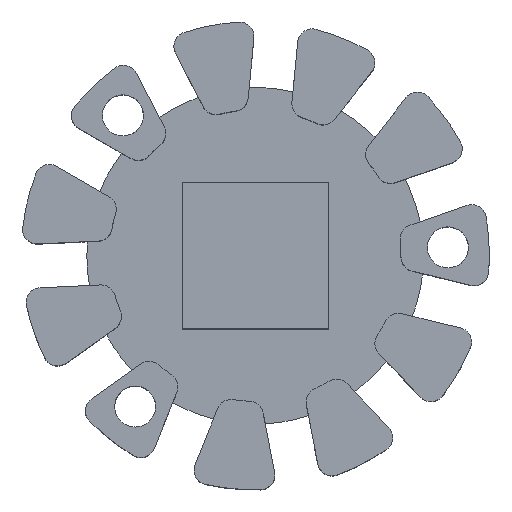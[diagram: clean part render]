
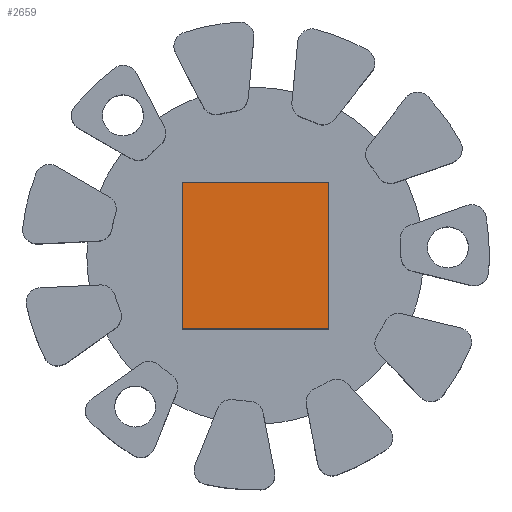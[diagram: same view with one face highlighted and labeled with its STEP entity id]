
A CAD part, top view. The second image highlights one B-rep face of the part: STEP entity #2659.
In plain terms, the highlighted planar face has unit normal (0, 0, 1).
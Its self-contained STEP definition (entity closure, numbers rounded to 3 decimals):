
#80=PLANE('',#3011);
#222=FACE_OUTER_BOUND('',#368,.T.);
#368=EDGE_LOOP('',(#2434,#2435,#2436,#2437));
#579=LINE('',#4867,#770);
#581=LINE('',#4871,#772);
#583=LINE('',#4875,#774);
#585=LINE('',#4878,#776);
#770=VECTOR('',#3848,10.);
#772=VECTOR('',#3852,10.);
#774=VECTOR('',#3856,10.);
#776=VECTOR('',#3860,10.);
#1222=VERTEX_POINT('',#4864);
#1223=VERTEX_POINT('',#4866);
#1224=VERTEX_POINT('',#4870);
#1225=VERTEX_POINT('',#4874);
#1623=EDGE_CURVE('',#1223,#1222,#579,.T.);
#1625=EDGE_CURVE('',#1224,#1223,#581,.T.);
#1627=EDGE_CURVE('',#1225,#1224,#583,.T.);
#1629=EDGE_CURVE('',#1222,#1225,#585,.T.);
#2434=ORIENTED_EDGE('',*,*,#1629,.T.);
#2435=ORIENTED_EDGE('',*,*,#1627,.T.);
#2436=ORIENTED_EDGE('',*,*,#1625,.T.);
#2437=ORIENTED_EDGE('',*,*,#1623,.T.);
#2659=ADVANCED_FACE('',(#222),#80,.T.);
#3011=AXIS2_PLACEMENT_3D('',#4879,#3861,#3862);
#3848=DIRECTION('',(0.,1.,0.));
#3852=DIRECTION('',(1.,0.,0.));
#3856=DIRECTION('',(0.,-1.,0.));
#3860=DIRECTION('',(-1.,0.,0.));
#3861=DIRECTION('center_axis',(0.,0.,1.));
#3862=DIRECTION('ref_axis',(1.,0.,0.));
#4864=CARTESIAN_POINT('',(14.449,13.586,30.));
#4866=CARTESIAN_POINT('',(14.449,-11.414,30.));
#4867=CARTESIAN_POINT('',(14.449,-11.414,30.));
#4870=CARTESIAN_POINT('',(-10.551,-11.414,30.));
#4871=CARTESIAN_POINT('',(-10.551,-11.414,30.));
#4874=CARTESIAN_POINT('',(-10.551,13.586,30.));
#4875=CARTESIAN_POINT('',(-10.551,13.586,30.));
#4878=CARTESIAN_POINT('',(14.449,13.586,30.));
#4879=CARTESIAN_POINT('Origin',(1.949,1.086,30.));
